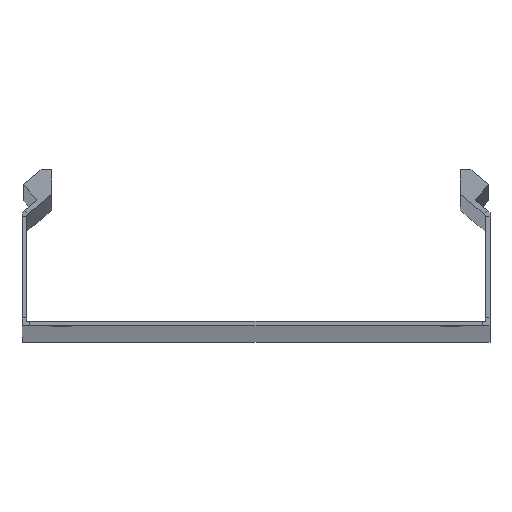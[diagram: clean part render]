
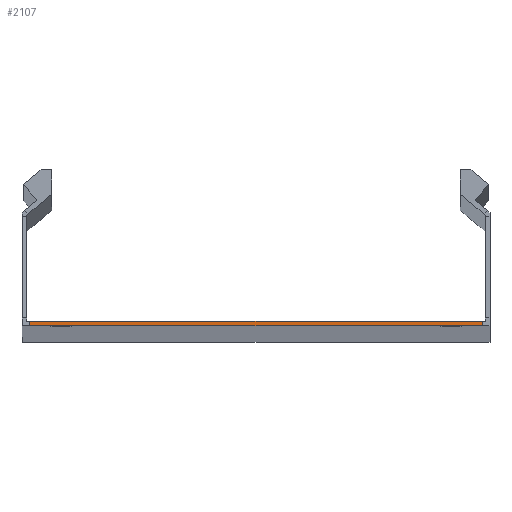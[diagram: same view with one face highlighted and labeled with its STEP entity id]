
A CAD part, top view. The second image highlights one B-rep face of the part: STEP entity #2107.
In plain terms, the highlighted planar face has unit normal (0, 0, 1).
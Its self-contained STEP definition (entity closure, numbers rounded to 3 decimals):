
#63 = EDGE_CURVE ( 'NONE', #2470, #2120, #91, .T. ) ;
#87 = EDGE_CURVE ( 'NONE', #324, #2905, #3348, .T. ) ;
#88 = EDGE_LOOP ( 'NONE', ( #1074, #3353, #4561, #1801 ) ) ;
#91 = LINE ( 'NONE', #4176, #1413 ) ;
#324 = VERTEX_POINT ( 'NONE', #3346 ) ;
#535 = VECTOR ( 'NONE', #2457, 1000. ) ;
#589 = DIRECTION ( 'NONE',  ( 1., 0., 0. ) ) ;
#1074 = ORIENTED_EDGE ( 'NONE', *, *, #87, .F. ) ;
#1164 = CARTESIAN_POINT ( 'NONE',  ( 72.5, 1.5, 1500. ) ) ;
#1413 = VECTOR ( 'NONE', #3417, 1000. ) ;
#1498 = VECTOR ( 'NONE', #1504, 1000. ) ;
#1504 = DIRECTION ( 'NONE',  ( 0., -1., 0. ) ) ;
#1739 = CARTESIAN_POINT ( 'NONE',  ( 72.5, 0., 1500. ) ) ;
#1801 = ORIENTED_EDGE ( 'NONE', *, *, #2788, .T. ) ;
#2107 = ADVANCED_FACE ( 'NONE', ( #2886 ), #2373, .T. ) ;
#2120 = VERTEX_POINT ( 'NONE', #3375 ) ;
#2373 = PLANE ( 'NONE',  #3198 ) ;
#2434 = DIRECTION ( 'NONE',  ( 0., 1., 0. ) ) ;
#2457 = DIRECTION ( 'NONE',  ( -1., 0., 0. ) ) ;
#2470 = VERTEX_POINT ( 'NONE', #1164 ) ;
#2575 = EDGE_CURVE ( 'NONE', #324, #2470, #3963, .T. ) ;
#2681 = DIRECTION ( 'NONE',  ( 0., 0., 1. ) ) ;
#2788 = EDGE_CURVE ( 'NONE', #2120, #2905, #4131, .T. ) ;
#2886 = FACE_OUTER_BOUND ( 'NONE', #88, .T. ) ;
#2905 = VERTEX_POINT ( 'NONE', #3025 ) ;
#3025 = CARTESIAN_POINT ( 'NONE',  ( -72.5, 0., 1500. ) ) ;
#3198 = AXIS2_PLACEMENT_3D ( 'NONE', #4075, #2681, #589 ) ;
#3346 = CARTESIAN_POINT ( 'NONE',  ( 72.5, 0., 1500. ) ) ;
#3348 = LINE ( 'NONE', #3814, #535 ) ;
#3353 = ORIENTED_EDGE ( 'NONE', *, *, #2575, .T. ) ;
#3375 = CARTESIAN_POINT ( 'NONE',  ( -72.5, 1.5, 1500. ) ) ;
#3417 = DIRECTION ( 'NONE',  ( -1., 0., 0. ) ) ;
#3753 = VECTOR ( 'NONE', #2434, 1000. ) ;
#3814 = CARTESIAN_POINT ( 'NONE',  ( -75., 0., 1500. ) ) ;
#3963 = LINE ( 'NONE', #1739, #3753 ) ;
#4004 = CARTESIAN_POINT ( 'NONE',  ( -72.5, 1.5, 1500. ) ) ;
#4075 = CARTESIAN_POINT ( 'NONE',  ( 73.5, 2.5, 1500. ) ) ;
#4131 = LINE ( 'NONE', #4004, #1498 ) ;
#4176 = CARTESIAN_POINT ( 'NONE',  ( -75., 1.5, 1500. ) ) ;
#4561 = ORIENTED_EDGE ( 'NONE', *, *, #63, .T. ) ;
